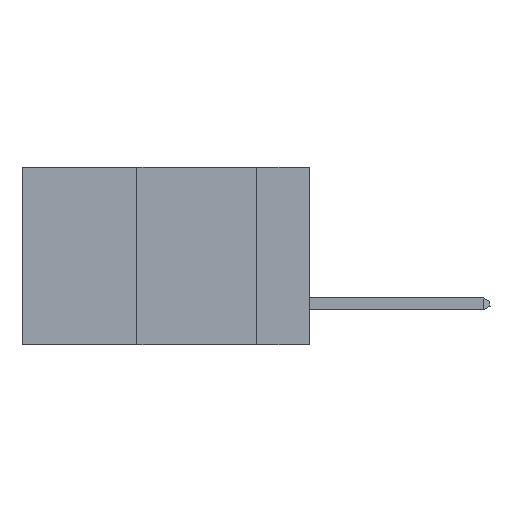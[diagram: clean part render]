
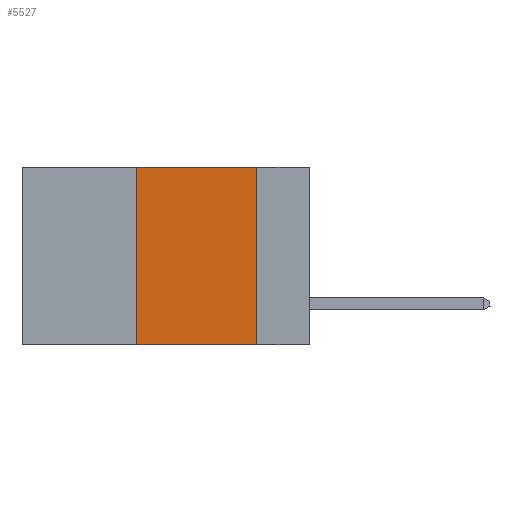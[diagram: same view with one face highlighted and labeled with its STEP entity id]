
A CAD part, left-side view. The second image highlights one B-rep face of the part: STEP entity #5527.
In plain terms, the highlighted planar face has unit normal (-1, 0, 0).
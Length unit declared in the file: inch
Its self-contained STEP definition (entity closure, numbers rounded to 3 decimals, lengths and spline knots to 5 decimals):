
#111 = VERTEX_POINT ( 'NONE', #5669 ) ;
#155 = EDGE_CURVE ( 'NONE', #111, #4699, #6309, .T. ) ;
#225 = VERTEX_POINT ( 'NONE', #7197 ) ;
#783 = DIRECTION ( 'NONE',  ( 0., 0., -1. ) ) ;
#1328 = DIRECTION ( 'NONE',  ( 0., -1., 0. ) ) ;
#1536 = ORIENTED_EDGE ( 'NONE', *, *, #9827, .T. ) ;
#1978 = VECTOR ( 'NONE', #783, 39.37008 ) ;
#1998 = CARTESIAN_POINT ( 'NONE',  ( 0., 0.6, 0. ) ) ;
#2057 = CARTESIAN_POINT ( 'NONE',  ( 0., 0.36, 0. ) ) ;
#2090 = LINE ( 'NONE', #7837, #1978 ) ;
#2438 = DIRECTION ( 'NONE',  ( 0., 0., 1. ) ) ;
#2668 = VECTOR ( 'NONE', #4642, 39.37008 ) ;
#2699 = VERTEX_POINT ( 'NONE', #9179 ) ;
#2844 = AXIS2_PLACEMENT_3D ( 'NONE', #4791, #9380, #8585 ) ;
#3153 = CARTESIAN_POINT ( 'NONE',  ( 0., 0.6, -0.37 ) ) ;
#3753 = VECTOR ( 'NONE', #2438, 39.37008 ) ;
#4642 = DIRECTION ( 'NONE',  ( 0., -1., 0. ) ) ;
#4699 = VERTEX_POINT ( 'NONE', #2057 ) ;
#4791 = CARTESIAN_POINT ( 'NONE',  ( 0., 0.6, 0. ) ) ;
#4988 = LINE ( 'NONE', #3153, #2668 ) ;
#5370 = ORIENTED_EDGE ( 'NONE', *, *, #9357, .F. ) ;
#5527 = ADVANCED_FACE ( 'NONE', ( #9880 ), #7777, .F. ) ;
#5669 = CARTESIAN_POINT ( 'NONE',  ( 0., 0.36, -0.37 ) ) ;
#6188 = LINE ( 'NONE', #1998, #7916 ) ;
#6190 = ORIENTED_EDGE ( 'NONE', *, *, #155, .F. ) ;
#6309 = LINE ( 'NONE', #7051, #3753 ) ;
#7051 = CARTESIAN_POINT ( 'NONE',  ( 0., 0.36, 0. ) ) ;
#7197 = CARTESIAN_POINT ( 'NONE',  ( 0., 0.11, 0. ) ) ;
#7437 = ORIENTED_EDGE ( 'NONE', *, *, #7651, .F. ) ;
#7651 = EDGE_CURVE ( 'NONE', #225, #2699, #2090, .T. ) ;
#7777 = PLANE ( 'NONE',  #2844 ) ;
#7837 = CARTESIAN_POINT ( 'NONE',  ( 0., 0.11, 0. ) ) ;
#7916 = VECTOR ( 'NONE', #1328, 39.37008 ) ;
#8399 = EDGE_LOOP ( 'NONE', ( #7437, #5370, #6190, #1536 ) ) ;
#8585 = DIRECTION ( 'NONE',  ( 0., 0., -1. ) ) ;
#9179 = CARTESIAN_POINT ( 'NONE',  ( 0., 0.11, -0.37 ) ) ;
#9357 = EDGE_CURVE ( 'NONE', #4699, #225, #6188, .T. ) ;
#9380 = DIRECTION ( 'NONE',  ( 1., 0., 0. ) ) ;
#9827 = EDGE_CURVE ( 'NONE', #111, #2699, #4988, .T. ) ;
#9880 = FACE_OUTER_BOUND ( 'NONE', #8399, .T. ) ;
